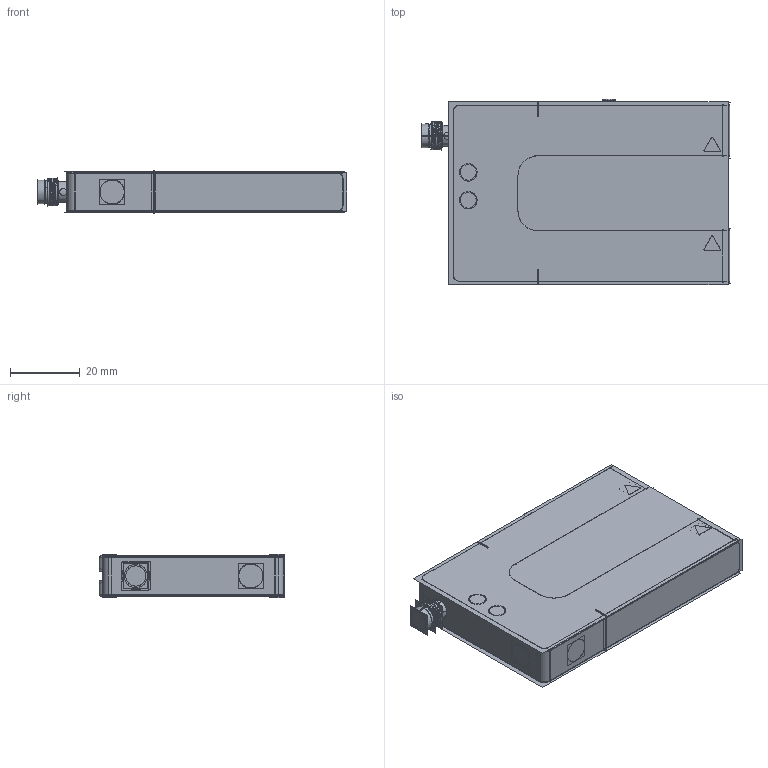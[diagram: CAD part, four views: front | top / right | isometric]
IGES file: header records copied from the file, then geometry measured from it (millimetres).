
Start section:  PTC IGES file: 137649_sm01.igs
Global section: file name: 137649_sm01.igs; native system: Creo Parametric by PTC Inc.; preprocessor: 2019292; author: PDMAdmin; organization: Unknown; date: 20220328.090622; units: millimetre
Bounding box: 88.86 x 53.28 x 12.48 mm (x, y, z)
Volume: 35007.6 mm3; surface area: 49154.2 mm2
Topology: 1 solids, 1 shells, 490 faces, 2418 edges, 3042 vertices
Faces by surface type: revolution 248, bspline 242
